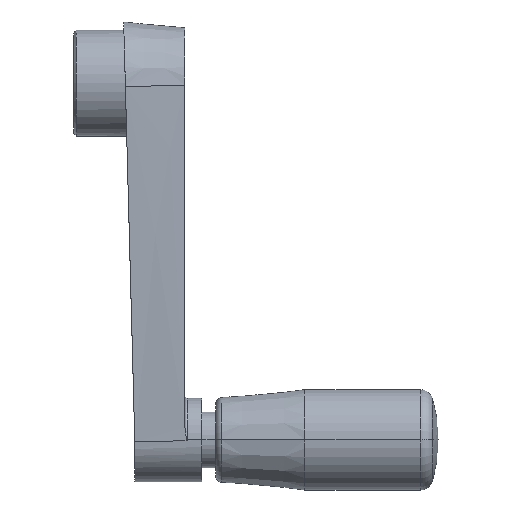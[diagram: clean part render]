
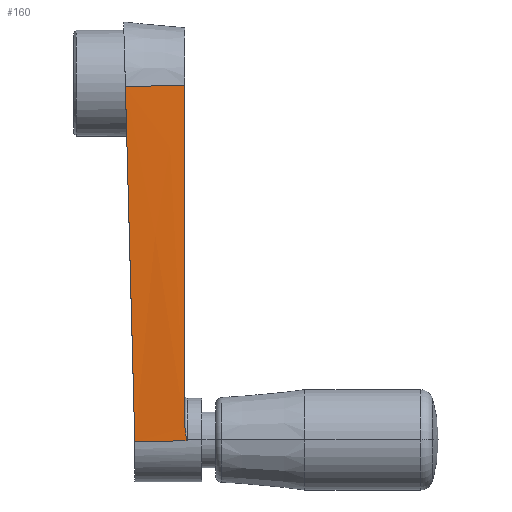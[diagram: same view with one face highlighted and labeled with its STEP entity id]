
A CAD part, top view. The second image highlights one B-rep face of the part: STEP entity #160.
In plain terms, the highlighted free-form (B-spline) face has degree [3, 3] with [4, 6] control points.
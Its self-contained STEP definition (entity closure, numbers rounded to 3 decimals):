
#160=ADVANCED_FACE('',(#344),#345,.F.);
#344=FACE_OUTER_BOUND('',#652,.T.);
#345=B_SPLINE_SURFACE_WITH_KNOTS('',3,3,((#653,#654,#655,#656,#657,#658),(#659,#660,#661,#662,#663,#664),(#665,#666,#667,#668,#669,#670),(#671,#672,#673,#674,#675,#676)),.UNSPECIFIED.,.F.,.F.,.F.,(4,4),(4,2,4),(0.,1.0),(0.028,1.0,1.036),.UNSPECIFIED.);
#652=EDGE_LOOP('',(#1096,#1097,#1098,#1099,#1100,#1101,#1102,#1103));
#653=CARTESIAN_POINT('',(9.308,-64.411,7.489));
#654=CARTESIAN_POINT('',(12.872,-64.411,7.489));
#655=CARTESIAN_POINT('',(16.436,-64.411,7.489));
#656=CARTESIAN_POINT('',(20.134,-64.411,7.489));
#657=CARTESIAN_POINT('',(20.267,-64.411,7.489));
#658=CARTESIAN_POINT('',(20.401,-64.411,7.489));
#659=CARTESIAN_POINT('',(9.308,-43.139,8.644));
#660=CARTESIAN_POINT('',(12.872,-43.117,8.537));
#661=CARTESIAN_POINT('',(16.436,-43.094,8.43));
#662=CARTESIAN_POINT('',(20.134,-43.07,8.319));
#663=CARTESIAN_POINT('',(20.267,-43.069,8.315));
#664=CARTESIAN_POINT('',(20.401,-43.069,8.311));
#665=CARTESIAN_POINT('',(9.308,-12.466,10.31));
#666=CARTESIAN_POINT('',(12.872,-12.015,10.065));
#667=CARTESIAN_POINT('',(16.436,-11.565,9.819));
#668=CARTESIAN_POINT('',(20.134,-11.098,9.564));
#669=CARTESIAN_POINT('',(20.267,-11.082,9.555));
#670=CARTESIAN_POINT('',(20.401,-11.065,9.545));
#671=CARTESIAN_POINT('',(9.308,-0.596,10.956));
#672=CARTESIAN_POINT('',(12.872,-0.527,10.635));
#673=CARTESIAN_POINT('',(16.436,-0.459,10.314));
#674=CARTESIAN_POINT('',(20.134,-0.388,9.98));
#675=CARTESIAN_POINT('',(20.267,-0.386,9.968));
#676=CARTESIAN_POINT('',(20.401,-0.383,9.956));
#1096=ORIENTED_EDGE('',*,*,#1471,.T.);
#1097=ORIENTED_EDGE('',*,*,#1373,.F.);
#1098=ORIENTED_EDGE('',*,*,#1372,.F.);
#1099=ORIENTED_EDGE('',*,*,#1371,.F.);
#1100=ORIENTED_EDGE('',*,*,#1395,.F.);
#1101=ORIENTED_EDGE('',*,*,#1413,.F.);
#1102=ORIENTED_EDGE('',*,*,#1417,.T.);
#1103=ORIENTED_EDGE('',*,*,#1492,.F.);
#1371=EDGE_CURVE('',#1597,#1599,#1600,.T.);
#1372=EDGE_CURVE('',#1599,#1601,#1602,.T.);
#1373=EDGE_CURVE('',#1601,#1603,#1604,.T.);
#1395=EDGE_CURVE('',#1638,#1597,#1640,.T.);
#1413=EDGE_CURVE('',#1664,#1638,#1666,.T.);
#1417=EDGE_CURVE('',#1664,#1670,#1672,.T.);
#1471=EDGE_CURVE('',#1756,#1603,#1757,.T.);
#1492=EDGE_CURVE('',#1756,#1670,#1780,.T.);
#1597=VERTEX_POINT('',#1923);
#1599=VERTEX_POINT('',#1925);
#1600=B_SPLINE_CURVE_WITH_KNOTS('',3,(#1926,#1927,#1928,#1929),.UNSPECIFIED.,.F.,.F.,(4,4),(0.056,0.096),.UNSPECIFIED.);
#1601=VERTEX_POINT('',#1930);
#1602=B_SPLINE_CURVE_WITH_KNOTS('',3,(#1931,#1932,#1933,#1934),.UNSPECIFIED.,.F.,.F.,(4,4),(0.0,0.9),.UNSPECIFIED.);
#1603=VERTEX_POINT('',#1935);
#1604=CIRCLE('',#1936,7.5);
#1638=VERTEX_POINT('',#2002);
#1640=B_SPLINE_CURVE_WITH_KNOTS('',3,(#2004,#2005,#2006,#2007,#2008,#2009,#2010,#2011,#2012,#2013,#2014,#2015,#2016,#2017,#2018,#2019,#2020,#2021,#2022,#2023,#2024,#2025,#2026,#2027,#2028,#2029,#2030,#2031),.UNSPECIFIED.,.F.,.F.,(4,3,3,3,3,3,3,3,3,4),(-0.084,-0.072,-0.052,-0.036,-0.02,-0.01,-0.005,-0.003,-0.0,0.),.UNSPECIFIED.);
#1664=VERTEX_POINT('',#2080);
#1666=B_SPLINE_CURVE_WITH_KNOTS('',3,(#2082,#2083,#2084,#2085,#2086,#2087,#2088,#2089,#2090,#2091,#2092,#2093,#2094,#2095,#2096,#2097,#2098,#2099,#2100,#2101,#2102,#2103,#2104,#2105,#2106,#2107,#2108,#2109),.UNSPECIFIED.,.F.,.F.,(4,3,3,3,3,3,3,3,3,4),(-0.084,-0.072,-0.052,-0.036,-0.02,-0.01,-0.005,-0.003,-0.0,0.),.UNSPECIFIED.);
#1670=VERTEX_POINT('',#2114);
#1672=LINE('',#2116,#2117);
#1756=VERTEX_POINT('',#2228);
#1757=B_SPLINE_CURVE_WITH_KNOTS('',3,(#2229,#2230,#2231,#2232,#2233,#2234),.UNSPECIFIED.,.F.,.F.,(4,2,4),(-6.445,-3.489,-0.0),.UNSPECIFIED.);
#1780=B_SPLINE_CURVE_WITH_KNOTS('',3,(#2292,#2293,#2294,#2295),.UNSPECIFIED.,.F.,.F.,(4,4),(0.028,1.0),.UNSPECIFIED.);
#1923=CARTESIAN_POINT('',(20.4,-64.167,7.498));
#1925=CARTESIAN_POINT('',(20.0,-64.176,7.498));
#1926=CARTESIAN_POINT('',(20.4,-64.167,7.498));
#1927=CARTESIAN_POINT('',(20.267,-64.17,7.498));
#1928=CARTESIAN_POINT('',(20.133,-64.173,7.498));
#1929=CARTESIAN_POINT('',(20.0,-64.176,7.498));
#1930=CARTESIAN_POINT('',(11.0,-64.368,7.491));
#1931=CARTESIAN_POINT('',(20.0,-64.176,7.498));
#1932=CARTESIAN_POINT('',(17.,-64.24,7.496));
#1933=CARTESIAN_POINT('',(14.,-64.304,7.494));
#1934=CARTESIAN_POINT('',(11.0,-64.368,7.491));
#1935=CARTESIAN_POINT('',(11.0,-64.41,7.489));
#1936=AXIS2_PLACEMENT_3D('',#2519,#2520,#2521);
#2002=CARTESIAN_POINT('',(20.339,-64.0,7.505));
#2004=CARTESIAN_POINT('',(20.,-61.81,7.59));
#2005=CARTESIAN_POINT('',(20.,-61.939,7.585));
#2006=CARTESIAN_POINT('',(20.006,-62.063,7.581));
#2007=CARTESIAN_POINT('',(20.015,-62.184,7.576));
#2008=CARTESIAN_POINT('',(20.032,-62.4,7.567));
#2009=CARTESIAN_POINT('',(20.06,-62.613,7.559));
#2010=CARTESIAN_POINT('',(20.094,-62.817,7.551));
#2011=CARTESIAN_POINT('',(20.118,-62.969,7.545));
#2012=CARTESIAN_POINT('',(20.146,-63.118,7.539));
#2013=CARTESIAN_POINT('',(20.176,-63.267,7.533));
#2014=CARTESIAN_POINT('',(20.206,-63.415,7.527));
#2015=CARTESIAN_POINT('',(20.237,-63.56,7.522));
#2016=CARTESIAN_POINT('',(20.267,-63.693,7.517));
#2017=CARTESIAN_POINT('',(20.287,-63.78,7.513));
#2018=CARTESIAN_POINT('',(20.306,-63.866,7.51));
#2019=CARTESIAN_POINT('',(20.327,-63.949,7.507));
#2020=CARTESIAN_POINT('',(20.337,-63.991,7.505));
#2021=CARTESIAN_POINT('',(20.347,-64.032,7.503));
#2022=CARTESIAN_POINT('',(20.359,-64.073,7.502));
#2023=CARTESIAN_POINT('',(20.364,-64.093,7.501));
#2024=CARTESIAN_POINT('',(20.37,-64.113,7.5));
#2025=CARTESIAN_POINT('',(20.377,-64.133,7.499));
#2026=CARTESIAN_POINT('',(20.384,-64.152,7.499));
#2027=CARTESIAN_POINT('',(20.391,-64.167,7.498));
#2028=CARTESIAN_POINT('',(20.4,-64.167,7.498));
#2029=CARTESIAN_POINT('',(20.4,-64.167,7.498));
#2030=CARTESIAN_POINT('',(20.4,-64.167,7.498));
#2031=CARTESIAN_POINT('',(20.4,-64.167,7.498));
#2080=CARTESIAN_POINT('',(20.0,-61.81,7.59));
#2082=CARTESIAN_POINT('',(20.,-61.81,7.59));
#2083=CARTESIAN_POINT('',(20.,-61.939,7.585));
#2084=CARTESIAN_POINT('',(20.006,-62.063,7.581));
#2085=CARTESIAN_POINT('',(20.015,-62.184,7.576));
#2086=CARTESIAN_POINT('',(20.032,-62.4,7.567));
#2087=CARTESIAN_POINT('',(20.06,-62.613,7.559));
#2088=CARTESIAN_POINT('',(20.094,-62.817,7.551));
#2089=CARTESIAN_POINT('',(20.118,-62.969,7.545));
#2090=CARTESIAN_POINT('',(20.146,-63.118,7.539));
#2091=CARTESIAN_POINT('',(20.176,-63.267,7.533));
#2092=CARTESIAN_POINT('',(20.206,-63.415,7.527));
#2093=CARTESIAN_POINT('',(20.237,-63.56,7.522));
#2094=CARTESIAN_POINT('',(20.267,-63.693,7.517));
#2095=CARTESIAN_POINT('',(20.287,-63.78,7.513));
#2096=CARTESIAN_POINT('',(20.306,-63.866,7.51));
#2097=CARTESIAN_POINT('',(20.327,-63.949,7.507));
#2098=CARTESIAN_POINT('',(20.337,-63.991,7.505));
#2099=CARTESIAN_POINT('',(20.347,-64.032,7.503));
#2100=CARTESIAN_POINT('',(20.359,-64.073,7.502));
#2101=CARTESIAN_POINT('',(20.364,-64.093,7.501));
#2102=CARTESIAN_POINT('',(20.37,-64.113,7.5));
#2103=CARTESIAN_POINT('',(20.377,-64.133,7.499));
#2104=CARTESIAN_POINT('',(20.384,-64.152,7.499));
#2105=CARTESIAN_POINT('',(20.391,-64.167,7.498));
#2106=CARTESIAN_POINT('',(20.4,-64.167,7.498));
#2107=CARTESIAN_POINT('',(20.4,-64.167,7.498));
#2108=CARTESIAN_POINT('',(20.4,-64.167,7.498));
#2109=CARTESIAN_POINT('',(20.4,-64.167,7.498));
#2114=CARTESIAN_POINT('',(20.0,-0.391,9.992));
#2116=CARTESIAN_POINT('',(20.0,-64.41,7.489));
#2117=VECTOR('',#2586,10.0);
#2228=CARTESIAN_POINT('',(9.308,-0.596,10.956));
#2229=CARTESIAN_POINT('',(9.308,-0.596,10.956));
#2230=CARTESIAN_POINT('',(9.565,-10.319,10.404));
#2231=CARTESIAN_POINT('',(9.824,-20.085,9.86));
#2232=CARTESIAN_POINT('',(10.39,-41.393,8.698));
#2233=CARTESIAN_POINT('',(10.692,-52.801,8.091));
#2234=CARTESIAN_POINT('',(11.0,-64.41,7.489));
#2292=CARTESIAN_POINT('',(9.308,-0.596,10.956));
#2293=CARTESIAN_POINT('',(12.872,-0.527,10.635));
#2294=CARTESIAN_POINT('',(16.436,-0.459,10.314));
#2295=CARTESIAN_POINT('',(20.0,-0.391,9.992));
#2519=CARTESIAN_POINT('',(11.0,-64.0,0.));
#2520=DIRECTION('',(1.0,0.,0.));
#2521=DIRECTION('',(0.,0.0,-1.0));
#2586=DIRECTION('',(0.0,0.999,0.039));
